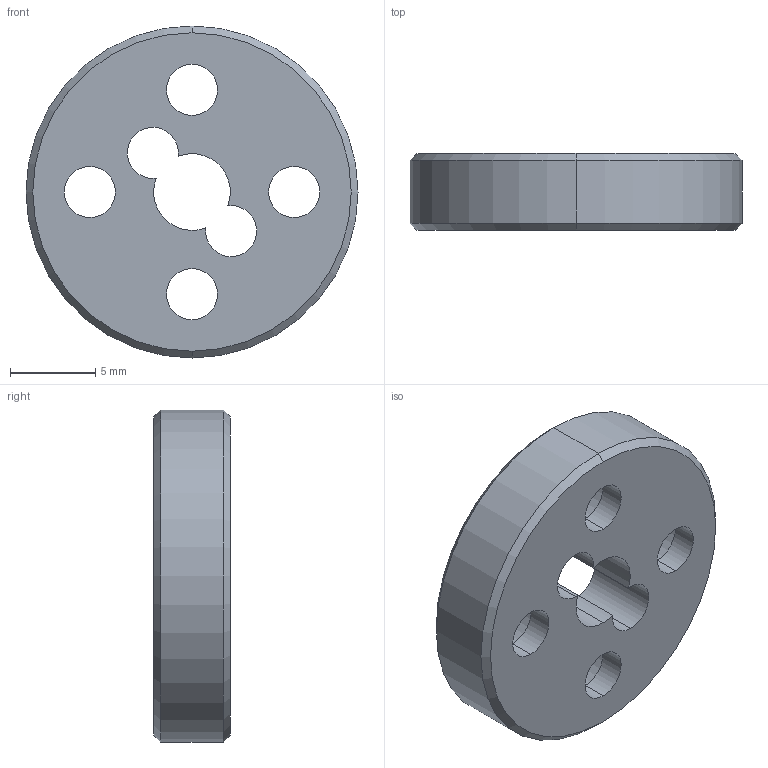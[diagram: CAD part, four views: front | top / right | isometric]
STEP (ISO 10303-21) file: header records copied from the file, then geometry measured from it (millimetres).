
FILE_DESCRIPTION (( 'STEP AP214' ), '1' );
FILE_NAME ('motor_drive_interface.STEP', '2025-01-20T18:19:24', ( '' ), ( '' ), 'SwSTEP 2.0', 'SolidWorks 2021', '' );
FILE_SCHEMA (( 'AUTOMOTIVE_DESIGN' ));
Length unit declared in the file: millimetre
Products named in the file (1): motor_drive_interface
Bounding box: 19.5 x 4.5 x 19.5 mm (x, y, z)
Volume: 877.1 mm3; surface area: 1107.5 mm2
Topology: 1 solids, 1 shells, 37 faces, 89 edges, 58 vertices
Faces by surface type: cylinder 27, plane 6, cone 4
Entity records: 1163 total; most frequent: DIRECTION 223, CARTESIAN_POINT 185, ORIENTED_EDGE 178, AXIS2_PLACEMENT_3D 96, EDGE_CURVE 89, CIRCLE 58, VERTEX_POINT 58, EDGE_LOOP 51
